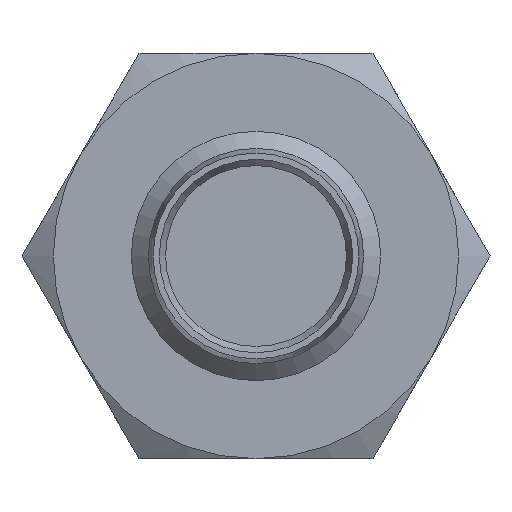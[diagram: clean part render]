
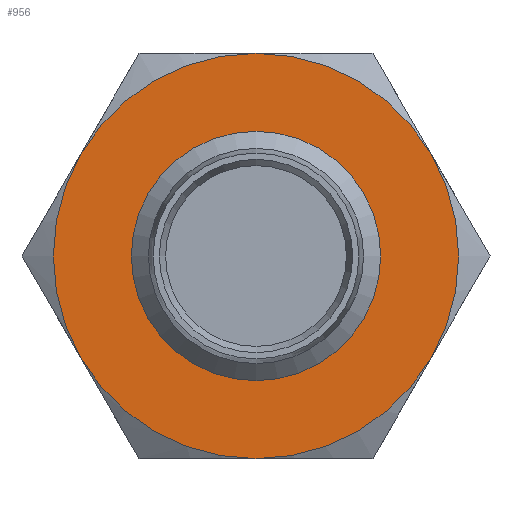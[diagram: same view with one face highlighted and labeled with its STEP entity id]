
A CAD part, left-side view. The second image highlights one B-rep face of the part: STEP entity #956.
In plain terms, the highlighted planar face has unit normal (-1, 0, 0).
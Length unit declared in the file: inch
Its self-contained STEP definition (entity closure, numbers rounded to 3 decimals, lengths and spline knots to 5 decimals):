
#22 = DIRECTION ( 'NONE',  ( 1., 0., 0. ) ) ;
#36 = ORIENTED_EDGE ( 'NONE', *, *, #1864, .F. ) ;
#80 = EDGE_CURVE ( 'NONE', #2137, #2137, #1993, .T. ) ;
#89 = VERTEX_POINT ( 'NONE', #533 ) ;
#151 = DIRECTION ( 'NONE',  ( 0., 0., -1. ) ) ;
#174 = FACE_BOUND ( 'NONE', #1806, .T. ) ;
#203 = AXIS2_PLACEMENT_3D ( 'NONE', #1968, #1579, #1332 ) ;
#271 = EDGE_CURVE ( 'NONE', #1586, #498, #955, .T. ) ;
#395 = DIRECTION ( 'NONE',  ( 0., 1., 0. ) ) ;
#398 = DIRECTION ( 'NONE',  ( 1., 0., 0. ) ) ;
#470 = CARTESIAN_POINT ( 'NONE',  ( -0.05255, -0.22162, 0.12795 ) ) ;
#494 = EDGE_CURVE ( 'NONE', #89, #1011, #1505, .T. ) ;
#498 = VERTEX_POINT ( 'NONE', #1565 ) ;
#533 = CARTESIAN_POINT ( 'NONE',  ( -0.05255, 0.22162, 0.12795 ) ) ;
#541 = ORIENTED_EDGE ( 'NONE', *, *, #494, .F. ) ;
#591 = CARTESIAN_POINT ( 'NONE',  ( -0.05255, 0., 0. ) ) ;
#606 = EDGE_CURVE ( 'NONE', #1011, #2432, #2324, .T. ) ;
#661 = CARTESIAN_POINT ( 'NONE',  ( -0.05255, 0., 0. ) ) ;
#671 = DIRECTION ( 'NONE',  ( 0., 0., -1. ) ) ;
#680 = AXIS2_PLACEMENT_3D ( 'NONE', #661, #22, #1739 ) ;
#731 = AXIS2_PLACEMENT_3D ( 'NONE', #2429, #1764, #2623 ) ;
#773 = EDGE_CURVE ( 'NONE', #498, #1324, #1009, .T. ) ;
#790 = DIRECTION ( 'NONE',  ( 0., 0., -1. ) ) ;
#851 = ORIENTED_EDGE ( 'NONE', *, *, #271, .F. ) ;
#913 = AXIS2_PLACEMENT_3D ( 'NONE', #1896, #1286, #395 ) ;
#955 = CIRCLE ( 'NONE', #1145, 0.25591 ) ;
#956 = ADVANCED_FACE ( 'NONE', ( #174, #1035 ), #1706, .F. ) ;
#1009 = CIRCLE ( 'NONE', #1406, 0.25591 ) ;
#1011 = VERTEX_POINT ( 'NONE', #1508 ) ;
#1035 = FACE_OUTER_BOUND ( 'NONE', #2134, .T. ) ;
#1057 = CIRCLE ( 'NONE', #2096, 0.25591 ) ;
#1060 = AXIS2_PLACEMENT_3D ( 'NONE', #1209, #1447, #790 ) ;
#1091 = CARTESIAN_POINT ( 'NONE',  ( -0.05255, 0., 0. ) ) ;
#1135 = ORIENTED_EDGE ( 'NONE', *, *, #80, .T. ) ;
#1145 = AXIS2_PLACEMENT_3D ( 'NONE', #591, #1476, #151 ) ;
#1209 = CARTESIAN_POINT ( 'NONE',  ( -0.05255, 0., 0. ) ) ;
#1286 = DIRECTION ( 'NONE',  ( 1., 0., 0. ) ) ;
#1300 = CARTESIAN_POINT ( 'NONE',  ( -0.05255, -0.22162, -0.12795 ) ) ;
#1324 = VERTEX_POINT ( 'NONE', #2670 ) ;
#1329 = ORIENTED_EDGE ( 'NONE', *, *, #2764, .F. ) ;
#1332 = DIRECTION ( 'NONE',  ( 0., 0., -1. ) ) ;
#1346 = CARTESIAN_POINT ( 'NONE',  ( -0.05255, 0., 0. ) ) ;
#1406 = AXIS2_PLACEMENT_3D ( 'NONE', #1346, #1594, #2210 ) ;
#1447 = DIRECTION ( 'NONE',  ( 1., 0., 0. ) ) ;
#1476 = DIRECTION ( 'NONE',  ( 1., 0., 0. ) ) ;
#1505 = CIRCLE ( 'NONE', #203, 0.25591 ) ;
#1508 = CARTESIAN_POINT ( 'NONE',  ( -0.05255, 0., 0.25591 ) ) ;
#1565 = CARTESIAN_POINT ( 'NONE',  ( -0.05255, 0., -0.25591 ) ) ;
#1579 = DIRECTION ( 'NONE',  ( 1., 0., 0. ) ) ;
#1586 = VERTEX_POINT ( 'NONE', #1300 ) ;
#1588 = ORIENTED_EDGE ( 'NONE', *, *, #606, .F. ) ;
#1594 = DIRECTION ( 'NONE',  ( 1., 0., 0. ) ) ;
#1706 = PLANE ( 'NONE',  #913 ) ;
#1739 = DIRECTION ( 'NONE',  ( 0., 0., -1. ) ) ;
#1764 = DIRECTION ( 'NONE',  ( 1., 0., 0. ) ) ;
#1806 = EDGE_LOOP ( 'NONE', ( #1135 ) ) ;
#1864 = EDGE_CURVE ( 'NONE', #2432, #1586, #1057, .T. ) ;
#1896 = CARTESIAN_POINT ( 'NONE',  ( -0.05255, 0., 0. ) ) ;
#1922 = ORIENTED_EDGE ( 'NONE', *, *, #773, .F. ) ;
#1968 = CARTESIAN_POINT ( 'NONE',  ( -0.05255, 0., 0. ) ) ;
#1993 = CIRCLE ( 'NONE', #731, 0.15748 ) ;
#2096 = AXIS2_PLACEMENT_3D ( 'NONE', #1091, #398, #671 ) ;
#2134 = EDGE_LOOP ( 'NONE', ( #1329, #1922, #851, #36, #1588, #541 ) ) ;
#2137 = VERTEX_POINT ( 'NONE', #2151 ) ;
#2151 = CARTESIAN_POINT ( 'NONE',  ( -0.05255, 0., -0.15748 ) ) ;
#2210 = DIRECTION ( 'NONE',  ( 0., 0., -1. ) ) ;
#2324 = CIRCLE ( 'NONE', #1060, 0.25591 ) ;
#2429 = CARTESIAN_POINT ( 'NONE',  ( -0.05255, 0., 0. ) ) ;
#2432 = VERTEX_POINT ( 'NONE', #470 ) ;
#2623 = DIRECTION ( 'NONE',  ( 0., 0., -1. ) ) ;
#2657 = CIRCLE ( 'NONE', #680, 0.25591 ) ;
#2670 = CARTESIAN_POINT ( 'NONE',  ( -0.05255, 0.22162, -0.12795 ) ) ;
#2764 = EDGE_CURVE ( 'NONE', #1324, #89, #2657, .T. ) ;
